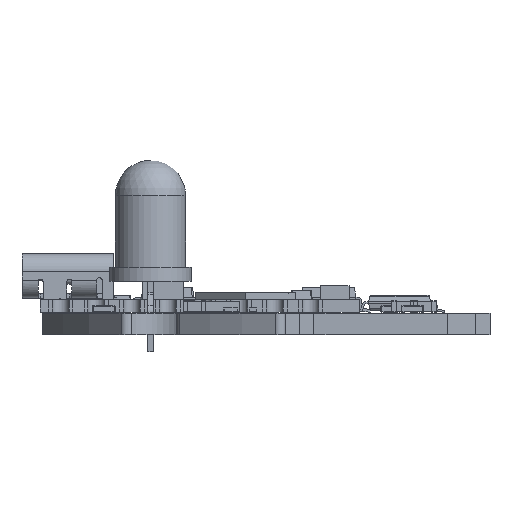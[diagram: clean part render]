
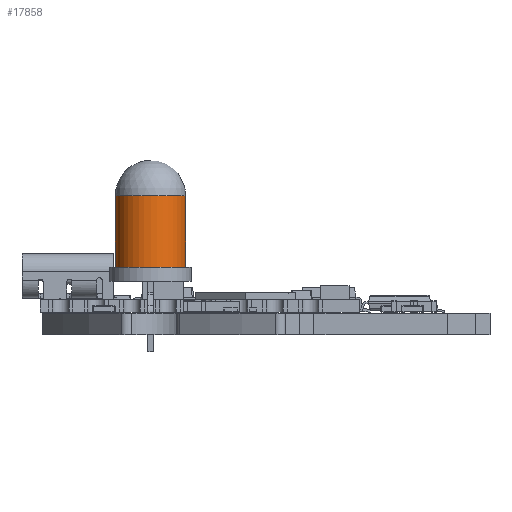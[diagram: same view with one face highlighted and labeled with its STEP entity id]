
A CAD part, left-side view. The second image highlights one B-rep face of the part: STEP entity #17858.
In plain terms, the highlighted cylindrical face has radius 2.5 mm (diameter 5 mm), a full revolution.
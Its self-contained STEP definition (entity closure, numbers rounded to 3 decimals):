
#17845 = EDGE_CURVE('',#17846,#17846,#17848,.T.);
#17846 = VERTEX_POINT('',#17847);
#17847 = CARTESIAN_POINT('',(5.75,0.,3.2));
#17848 = CIRCLE('',#17849,2.5);
#17849 = AXIS2_PLACEMENT_3D('',#17850,#17851,#17852);
#17850 = CARTESIAN_POINT('',(3.25,0.,3.2));
#17851 = DIRECTION('',(0.,0.,1.));
#17852 = DIRECTION('',(1.,0.,-0.));
#17858 = ADVANCED_FACE('',(#17859),#17887,.T.);
#17859 = FACE_BOUND('',#17860,.T.);
#17860 = EDGE_LOOP('',(#17861,#17869,#17878,#17885,#17886));
#17861 = ORIENTED_EDGE('',*,*,#17862,.T.);
#17862 = EDGE_CURVE('',#17846,#17863,#17865,.T.);
#17863 = VERTEX_POINT('',#17864);
#17864 = CARTESIAN_POINT('',(5.75,0.,8.3));
#17865 = LINE('',#17866,#17867);
#17866 = CARTESIAN_POINT('',(5.75,0.,3.2));
#17867 = VECTOR('',#17868,1.);
#17868 = DIRECTION('',(0.,0.,1.));
#17869 = ORIENTED_EDGE('',*,*,#17870,.F.);
#17870 = EDGE_CURVE('',#17871,#17863,#17873,.T.);
#17871 = VERTEX_POINT('',#17872);
#17872 = CARTESIAN_POINT('',(3.25,-2.5,8.3));
#17873 = CIRCLE('',#17874,2.5);
#17874 = AXIS2_PLACEMENT_3D('',#17875,#17876,#17877);
#17875 = CARTESIAN_POINT('',(3.25,0.,8.3));
#17876 = DIRECTION('',(0.,0.,1.));
#17877 = DIRECTION('',(1.,0.,-0.));
#17878 = ORIENTED_EDGE('',*,*,#17879,.F.);
#17879 = EDGE_CURVE('',#17863,#17871,#17880,.T.);
#17880 = CIRCLE('',#17881,2.5);
#17881 = AXIS2_PLACEMENT_3D('',#17882,#17883,#17884);
#17882 = CARTESIAN_POINT('',(3.25,0.,8.3));
#17883 = DIRECTION('',(0.,0.,1.));
#17884 = DIRECTION('',(1.,0.,-0.));
#17885 = ORIENTED_EDGE('',*,*,#17862,.F.);
#17886 = ORIENTED_EDGE('',*,*,#17845,.T.);
#17887 = CYLINDRICAL_SURFACE('',#17888,2.5);
#17888 = AXIS2_PLACEMENT_3D('',#17889,#17890,#17891);
#17889 = CARTESIAN_POINT('',(3.25,0.,3.2));
#17890 = DIRECTION('',(-0.,-0.,-1.));
#17891 = DIRECTION('',(1.,0.,0.));
